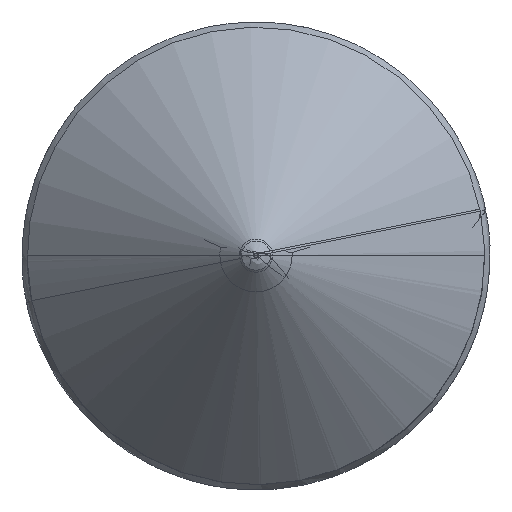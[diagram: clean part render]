
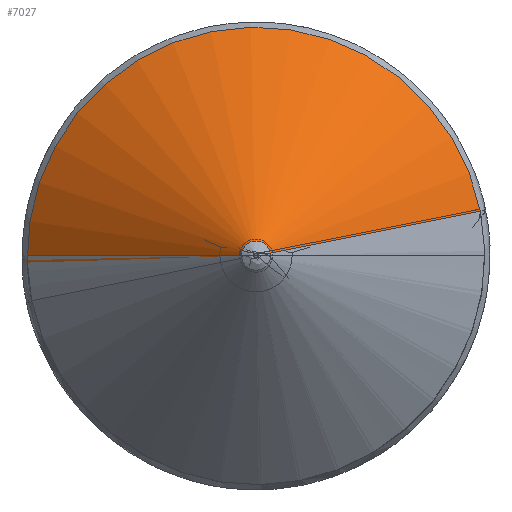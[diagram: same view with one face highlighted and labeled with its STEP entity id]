
A CAD part, top view. The second image highlights one B-rep face of the part: STEP entity #7027.
In plain terms, the highlighted free-form (B-spline) face has degree [1, 3] with [2, 7] control points.
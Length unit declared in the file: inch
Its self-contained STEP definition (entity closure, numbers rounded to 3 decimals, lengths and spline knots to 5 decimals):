
#94 = CARTESIAN_POINT ( 'NONE',  ( 0.55998, -0.72048, -0.3758 ) ) ;
#107 = CARTESIAN_POINT ( 'NONE',  ( -0.40019, -0.0799, -0.3758 ) ) ;
#189 = ORIENTED_EDGE ( 'NONE', *, *, #5463, .F. ) ;
#191 = CARTESIAN_POINT ( 'NONE',  ( 0.02554, 0.00463, 0.00633 ) ) ;
#259 = CARTESIAN_POINT ( 'NONE',  ( 0., 0., 0.00633 ) ) ;
#262 = ORIENTED_EDGE ( 'NONE', *, *, #978, .F. ) ;
#453 = CARTESIAN_POINT ( 'NONE',  ( -0.02554, -0.00463, 0.00633 ) ) ;
#908 = EDGE_LOOP ( 'NONE', ( #262, #7975, #189, #1881 ) ) ;
#978 = EDGE_CURVE ( 'NONE', #3095, #8679, #9064, .T. ) ;
#1881 = ORIENTED_EDGE ( 'NONE', *, *, #5251, .F. ) ;
#2425 = CARTESIAN_POINT ( 'NONE',  ( 0.24039, 0.88027, -0.3758 ) ) ;
#2642 = CARTESIAN_POINT ( 'NONE',  ( -0.24039, -0.88027, -0.3758 ) ) ;
#2968 = CARTESIAN_POINT ( 'NONE',  ( -0.40019, -0.0799, -0.3758 ) ) ;
#3095 = VERTEX_POINT ( 'NONE', #107 ) ;
#3198 = CARTESIAN_POINT ( 'NONE',  ( 0.02554, 0.00463, 0.00633 ) ) ;
#3313 = CARTESIAN_POINT ( 'NONE',  ( 0.40019, 0.0799, -0.3758 ) ) ;
#3625 = CIRCLE ( 'NONE', #5882, 0.02596 ) ;
#3678 = CARTESIAN_POINT ( 'NONE',  ( 0.02554, 0.00463, 0.00633 ) ) ;
#3763 = EDGE_CURVE ( 'NONE', #3095, #8938, #8657, .T. ) ;
#3953 = DIRECTION ( 'NONE',  ( 0.981, 0.196, 0. ) ) ;
#3955 = CARTESIAN_POINT ( 'NONE',  ( -0.02554, -0.00463, 0.00633 ) ) ;
#4125 = CARTESIAN_POINT ( 'NONE',  ( 0.40019, 0.0799, -0.3758 ) ) ;
#4230 = CARTESIAN_POINT ( 'NONE',  ( -0.40019, -0.0799, -0.3758 ) ) ;
#4267 = AXIS2_PLACEMENT_3D ( 'NONE', #7199, #6324, #3953 ) ;
#4604 = CARTESIAN_POINT ( 'NONE',  ( 0.02554, 0.00463, 0.00633 ) ) ;
#5196 = CARTESIAN_POINT ( 'NONE',  ( -0.01629, -0.05571, 0.00633 ) ) ;
#5251 = EDGE_CURVE ( 'NONE', #8679, #5759, #7701, .T. ) ;
#5463 = EDGE_CURVE ( 'NONE', #5759, #8938, #3625, .T. ) ;
#5664 = CARTESIAN_POINT ( 'NONE',  ( -0.02554, -0.00463, 0.00633 ) ) ;
#5742 = CARTESIAN_POINT ( 'NONE',  ( 0.40019, 0.0799, -0.3758 ) ) ;
#5751 =( BOUNDED_SURFACE ( )  B_SPLINE_SURFACE ( 1, 3, ( 
 ( #4125, #2425, #5801, #4230, #2642, #94, #3313 ),
 ( #191, #6610, #9875, #453, #5196, #7724, #3678 ) ),
 .UNSPECIFIED., .F., .T., .F. ) 
 B_SPLINE_SURFACE_WITH_KNOTS ( ( 2, 2 ),
 ( 4, 3, 4 ),
 ( 0., 1. ),
 ( 0., 0.5, 1. ),
 .UNSPECIFIED. ) 
 GEOMETRIC_REPRESENTATION_ITEM ( )  RATIONAL_B_SPLINE_SURFACE ( (
 ( 1., 0.333, 0.333, 1., 0.333, 0.333, 1.),
 ( 1., 0.333, 0.333, 1., 0.333, 0.333, 1.) ) ) 
 REPRESENTATION_ITEM ( '' )  SURFACE ( )  );
#5759 = VERTEX_POINT ( 'NONE', #4604 ) ;
#5801 = CARTESIAN_POINT ( 'NONE',  ( -0.55998, 0.72048, -0.3758 ) ) ;
#5882 = AXIS2_PLACEMENT_3D ( 'NONE', #259, #9036, #8238 ) ;
#6324 = DIRECTION ( 'NONE',  ( 0., 0., -1. ) ) ;
#6610 = CARTESIAN_POINT ( 'NONE',  ( 0.01629, 0.05571, 0.00633 ) ) ;
#7027 = ADVANCED_FACE ( 'NONE', ( #9115 ), #5751, .F. ) ;
#7199 = CARTESIAN_POINT ( 'NONE',  ( 0., 0., -0.3758 ) ) ;
#7701 = B_SPLINE_CURVE_WITH_KNOTS ( 'NONE', 1,
 ( #5742, #3198 ),
 .UNSPECIFIED., .F., .F.,
 ( 2, 2 ),
 ( 0., 1. ),
 .UNSPECIFIED. ) ;
#7724 = CARTESIAN_POINT ( 'NONE',  ( 0.03479, -0.04646, 0.00633 ) ) ;
#7975 = ORIENTED_EDGE ( 'NONE', *, *, #3763, .T. ) ;
#8180 = CARTESIAN_POINT ( 'NONE',  ( 0.40019, 0.0799, -0.3758 ) ) ;
#8238 = DIRECTION ( 'NONE',  ( 0.984, 0.178, 0. ) ) ;
#8657 = B_SPLINE_CURVE_WITH_KNOTS ( 'NONE', 1,
 ( #2968, #5664 ),
 .UNSPECIFIED., .F., .F.,
 ( 2, 2 ),
 ( 0., 1. ),
 .UNSPECIFIED. ) ;
#8679 = VERTEX_POINT ( 'NONE', #8180 ) ;
#8938 = VERTEX_POINT ( 'NONE', #3955 ) ;
#9036 = DIRECTION ( 'NONE',  ( 0., 0., 1. ) ) ;
#9064 = CIRCLE ( 'NONE', #4267, 0.40808 ) ;
#9115 = FACE_OUTER_BOUND ( 'NONE', #908, .T. ) ;
#9875 = CARTESIAN_POINT ( 'NONE',  ( -0.03479, 0.04646, 0.00633 ) ) ;
